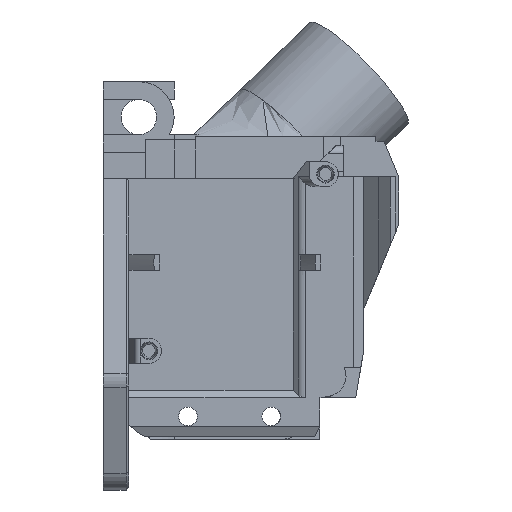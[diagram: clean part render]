
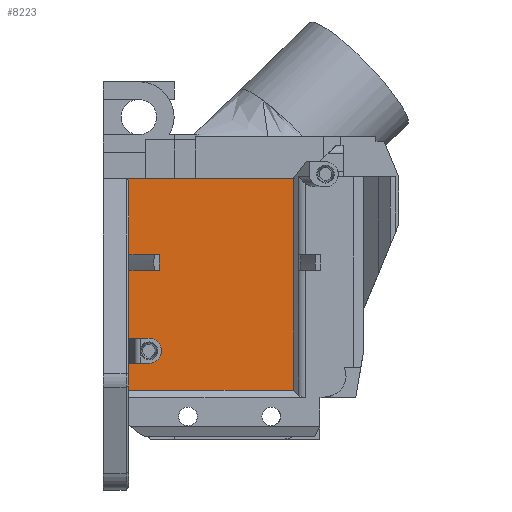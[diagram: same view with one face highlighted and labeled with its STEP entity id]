
A CAD part, left-side view. The second image highlights one B-rep face of the part: STEP entity #8223.
In plain terms, the highlighted planar face has unit normal (-1, 0, 0).
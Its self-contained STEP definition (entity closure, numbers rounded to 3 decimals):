
#99=FACE_BOUND('',#1250,.T.);
#329=PLANE('',#8908);
#791=FACE_OUTER_BOUND('',#1249,.T.);
#1249=EDGE_LOOP('',(#7351,#7352,#7353,#7354,#7355,#7356,#7357,#7358,#7359,
#7360,#7361));
#1250=EDGE_LOOP('',(#7362,#7363,#7364,#7365));
#1531=CIRCLE('',#8800,2.5);
#1532=CIRCLE('',#8805,15.5);
#1533=CIRCLE('',#8809,21.5);
#1534=CIRCLE('',#8810,21.5);
#1734=LINE('',#11648,#2552);
#1736=LINE('',#11652,#2554);
#2248=LINE('',#15876,#3066);
#2252=LINE('',#15885,#3070);
#2254=LINE('',#15888,#3072);
#2255=LINE('',#15892,#3073);
#2258=LINE('',#15903,#3076);
#2259=LINE('',#15909,#3077);
#2389=LINE('',#16234,#3207);
#2390=LINE('',#16237,#3208);
#2391=LINE('',#16238,#3209);
#2552=VECTOR('',#9125,10.);
#2554=VECTOR('',#9127,10.);
#3066=VECTOR('',#10551,10.);
#3070=VECTOR('',#10561,10.);
#3072=VECTOR('',#10565,10.);
#3073=VECTOR('',#10568,10.);
#3076=VECTOR('',#10577,10.);
#3077=VECTOR('',#10580,10.);
#3207=VECTOR('',#10910,10.);
#3208=VECTOR('',#10913,10.);
#3209=VECTOR('',#10914,10.);
#3408=VERTEX_POINT('',#11645);
#3409=VERTEX_POINT('',#11647);
#3410=VERTEX_POINT('',#11649);
#3411=VERTEX_POINT('',#11651);
#3931=VERTEX_POINT('',#15874);
#3932=VERTEX_POINT('',#15875);
#3933=VERTEX_POINT('',#15880);
#3934=VERTEX_POINT('',#15884);
#3935=VERTEX_POINT('',#15890);
#3936=VERTEX_POINT('',#15891);
#3937=VERTEX_POINT('',#15898);
#3938=VERTEX_POINT('',#15902);
#3939=VERTEX_POINT('',#15908);
#4028=VERTEX_POINT('',#16232);
#4029=VERTEX_POINT('',#16236);
#4206=EDGE_CURVE('',#3408,#3409,#1734,.T.);
#4208=EDGE_CURVE('',#3410,#3411,#1736,.T.);
#5007=EDGE_CURVE('',#3931,#3932,#2248,.T.);
#5010=EDGE_CURVE('',#3933,#3931,#1531,.T.);
#5012=EDGE_CURVE('',#3934,#3933,#2252,.T.);
#5014=EDGE_CURVE('',#3932,#3934,#2254,.T.);
#5015=EDGE_CURVE('',#3935,#3936,#2255,.T.);
#5018=EDGE_CURVE('',#3937,#3935,#1532,.T.);
#5020=EDGE_CURVE('',#3938,#3937,#2258,.T.);
#5022=EDGE_CURVE('',#3939,#3408,#2259,.T.);
#5024=EDGE_CURVE('',#3410,#3938,#1533,.T.);
#5025=EDGE_CURVE('',#3936,#3409,#1534,.T.);
#5185=EDGE_CURVE('',#3939,#4028,#2389,.T.);
#5186=EDGE_CURVE('',#4029,#4028,#2390,.T.);
#5187=EDGE_CURVE('',#4029,#3411,#2391,.T.);
#7351=ORIENTED_EDGE('',*,*,#5025,.T.);
#7352=ORIENTED_EDGE('',*,*,#4206,.F.);
#7353=ORIENTED_EDGE('',*,*,#5022,.F.);
#7354=ORIENTED_EDGE('',*,*,#5185,.T.);
#7355=ORIENTED_EDGE('',*,*,#5186,.F.);
#7356=ORIENTED_EDGE('',*,*,#5187,.T.);
#7357=ORIENTED_EDGE('',*,*,#4208,.F.);
#7358=ORIENTED_EDGE('',*,*,#5024,.T.);
#7359=ORIENTED_EDGE('',*,*,#5020,.T.);
#7360=ORIENTED_EDGE('',*,*,#5018,.T.);
#7361=ORIENTED_EDGE('',*,*,#5015,.T.);
#7362=ORIENTED_EDGE('',*,*,#5014,.T.);
#7363=ORIENTED_EDGE('',*,*,#5012,.T.);
#7364=ORIENTED_EDGE('',*,*,#5010,.T.);
#7365=ORIENTED_EDGE('',*,*,#5007,.T.);
#8223=ADVANCED_FACE('',(#791,#99),#329,.T.);
#8800=AXIS2_PLACEMENT_3D('',#15881,#10556,#10557);
#8805=AXIS2_PLACEMENT_3D('',#15899,#10572,#10573);
#8809=AXIS2_PLACEMENT_3D('',#15912,#10584,#10585);
#8810=AXIS2_PLACEMENT_3D('',#15913,#10586,#10587);
#8908=AXIS2_PLACEMENT_3D('',#16235,#10911,#10912);
#9125=DIRECTION('',(0.,0.,1.));
#9127=DIRECTION('',(0.,0.,1.));
#10551=DIRECTION('',(0.,1.,0.));
#10556=DIRECTION('center_axis',(1.,0.,0.));
#10557=DIRECTION('ref_axis',(0.,-1.,0.));
#10561=DIRECTION('',(0.,-1.,0.));
#10565=DIRECTION('',(0.,0.,1.));
#10568=DIRECTION('',(0.,1.,0.));
#10572=DIRECTION('center_axis',(-1.,0.,0.));
#10573=DIRECTION('ref_axis',(0.,-1.,0.));
#10577=DIRECTION('',(0.,-1.,0.));
#10580=DIRECTION('',(0.,1.,0.));
#10584=DIRECTION('center_axis',(1.,0.,0.));
#10585=DIRECTION('ref_axis',(0.,1.,0.));
#10586=DIRECTION('center_axis',(1.,0.,0.));
#10587=DIRECTION('ref_axis',(0.,1.,0.));
#10910=DIRECTION('',(0.,0.,1.));
#10911=DIRECTION('center_axis',(-1.,0.,0.));
#10912=DIRECTION('ref_axis',(0.,-1.,0.));
#10913=DIRECTION('',(0.,-1.,0.));
#10914=DIRECTION('',(0.,-0.193,-0.981));
#11645=CARTESIAN_POINT('',(-22.,20.,9.09));
#11647=CARTESIAN_POINT('',(-22.,20.,34.378));
#11648=CARTESIAN_POINT('',(-22.,20.,39.483));
#11649=CARTESIAN_POINT('',(-22.,20.,34.38));
#11651=CARTESIAN_POINT('',(-22.,20.,49.941));
#11652=CARTESIAN_POINT('',(-22.,20.,39.483));
#15874=CARTESIAN_POINT('',(-22.,16.,14.379));
#15875=CARTESIAN_POINT('',(-22.,19.9,14.379));
#15876=CARTESIAN_POINT('',(-22.,3.5,14.379));
#15880=CARTESIAN_POINT('',(-22.,15.751,19.367));
#15881=CARTESIAN_POINT('Origin',(-22.,16.,16.879));
#15884=CARTESIAN_POINT('',(-22.,19.9,19.367));
#15885=CARTESIAN_POINT('',(-22.,-1.968,19.367));
#15888=CARTESIAN_POINT('',(-22.,19.9,34.832));
#15890=CARTESIAN_POINT('',(-22.,13.927,32.879));
#15891=CARTESIAN_POINT('',(-22.,19.948,32.879));
#15892=CARTESIAN_POINT('',(-22.,1.214,32.879));
#15898=CARTESIAN_POINT('',(-22.,13.927,35.879));
#15899=CARTESIAN_POINT('Origin',(-22.,-1.5,34.379));
#15902=CARTESIAN_POINT('',(-22.,19.948,35.879));
#15903=CARTESIAN_POINT('',(-22.,1.716,35.879));
#15908=CARTESIAN_POINT('',(-22.,-12.603,9.09));
#15909=CARTESIAN_POINT('',(-22.,-11.216,9.09));
#15912=CARTESIAN_POINT('Origin',(-22.,-1.5,34.379));
#15913=CARTESIAN_POINT('Origin',(-22.,-1.5,34.379));
#16232=CARTESIAN_POINT('',(-22.,-12.603,50.979));
#16234=CARTESIAN_POINT('',(-22.,-12.603,25.248));
#16235=CARTESIAN_POINT('Origin',(-22.,-11.5,30.785));
#16236=CARTESIAN_POINT('',(-22.,20.204,50.979));
#16237=CARTESIAN_POINT('',(-22.,4.25,50.979));
#16238=CARTESIAN_POINT('',(-22.,17.122,35.335));
